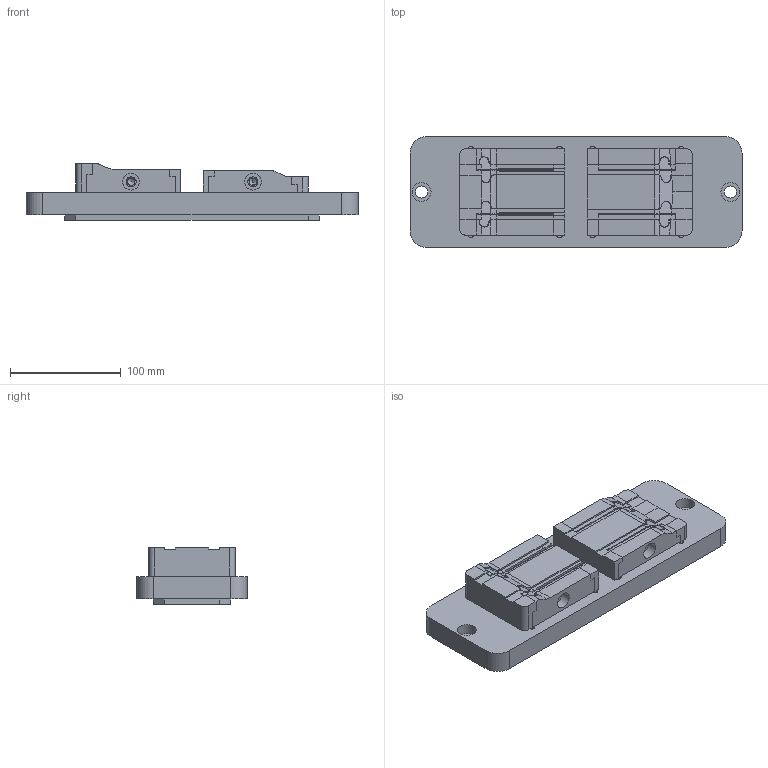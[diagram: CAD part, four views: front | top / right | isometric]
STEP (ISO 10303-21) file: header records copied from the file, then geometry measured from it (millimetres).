
FILE_DESCRIPTION(/* description */ (''),/* implementation_level */ '2;1');
FILE_NAME(/* name */ '小斜T型锁定板B(左右)(头部4孔).stp',/* time_stamp */ '2018-05-31T13:26:12+08:00',/* author */ (''),/* organization */ (''),/* preprocessor_version */ 'ST-DEVELOPER v16',/* originating_system */ 'SIEMENS PLM Software NX 10.0',/* authorisation */ '');
FILE_SCHEMA (('CONFIG_CONTROL_DESIGN'));
Length unit declared in the file: millimetre
Products named in the file (1): 小斜T型锁定板B(左右)
(头部4孔)
Bounding box: 300 x 100 x 51.44 mm (x, y, z)
Volume: 915260.7 mm3; surface area: 166624.3 mm2
Topology: 7 solids, 7 shells, 376 faces, 1008 edges, 677 vertices
Faces by surface type: plane 244, cylinder 100, extrusion 18, bspline 8, cone 6
Full cylindrical faces by diameter (mm): 6.8 x4, 8 x2, 9 x4, 10 x16, 11 x6, 15 x4, 17 x6
Entity records: 11857 total; most frequent: CARTESIAN_POINT 2694, ORIENTED_EDGE 1846, DIRECTION 1797, EDGE_CURVE 923, VERTEX_POINT 644, VECTOR 623, LINE 605, AXIS2_PLACEMENT_3D 587
